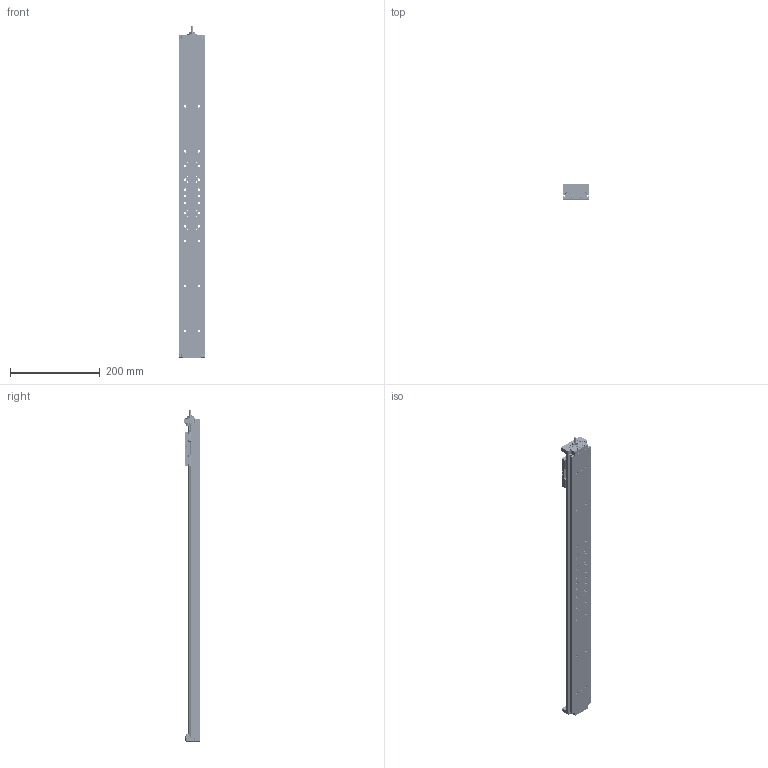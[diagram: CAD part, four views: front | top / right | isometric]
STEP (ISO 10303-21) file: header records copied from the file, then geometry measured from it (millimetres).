
FILE_DESCRIPTION (( 'STEP AP203' ), '1' );
FILE_NAME ('LAHP-33TM610B10M.step', '2020-12-09T22:10:50', ( '' ), ( '' ), 'SwSTEP 2.0', 'SolidWorks 2019', '' );
FILE_SCHEMA (( 'CONFIG_CONTROL_DESIGN' ));
Length unit declared in the file: metre
Products named in the file (3): LAHP-33TM610B10M_BASE; LAHP-33TM610B10M_CARRIAGE; LAHP-33TM610B10M
Assembly tree (2 placements, depth 2):
  LAHP-33TM610B10M
    LAHP-33TM610B10M_BASE
    LAHP-33TM610B10M_CARRIAGE
Bounding box: 60 x 34.59 x 739.06 mm (x, y, z)
Volume: 641987.6 mm3; surface area: 233926.6 mm2
Topology: 2 solids, 215 shells, 4899 faces, 11499 edges, 6949 vertices
Faces by surface type: plane 2256, cylinder 1481, cone 935, bspline 227
Entity records: 147478 total; most frequent: CARTESIAN_POINT 34748, DIRECTION 24830, ORIENTED_EDGE 22058, EDGE_CURVE 11029, AXIS2_PLACEMENT_3D 9435, VERTEX_POINT 6949, VECTOR 5960, LINE 5960
